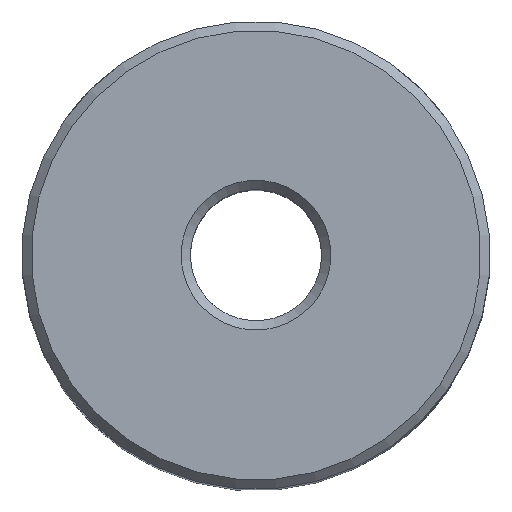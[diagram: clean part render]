
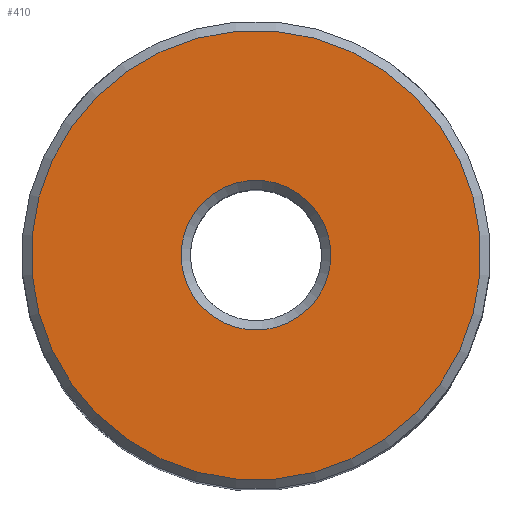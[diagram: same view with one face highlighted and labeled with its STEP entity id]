
A CAD part, top view. The second image highlights one B-rep face of the part: STEP entity #410.
In plain terms, the highlighted planar face has unit normal (0, 0, 1).
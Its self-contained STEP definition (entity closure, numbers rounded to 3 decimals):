
#68=FACE_BOUND('',#111,.T.);
#74=PLANE('',#450);
#82=FACE_OUTER_BOUND('',#110,.T.);
#110=EDGE_LOOP('',(#332));
#111=EDGE_LOOP('',(#333));
#171=CIRCLE('',#448,8.);
#173=CIRCLE('',#451,24.);
#207=VERTEX_POINT('',#1029);
#209=VERTEX_POINT('',#1035);
#256=EDGE_CURVE('',#207,#207,#171,.T.);
#259=EDGE_CURVE('',#209,#209,#173,.T.);
#332=ORIENTED_EDGE('',*,*,#259,.F.);
#333=ORIENTED_EDGE('',*,*,#256,.F.);
#410=ADVANCED_FACE('',(#82,#68),#74,.T.);
#448=AXIS2_PLACEMENT_3D('',#1030,#497,#498);
#450=AXIS2_PLACEMENT_3D('',#1034,#502,#503);
#451=AXIS2_PLACEMENT_3D('',#1036,#504,#505);
#497=DIRECTION('center_axis',(0.,0.,
1.));
#498=DIRECTION('ref_axis',(0.707,-0.707,0.));
#502=DIRECTION('center_axis',(0.,0.,
1.));
#503=DIRECTION('ref_axis',(0.707,-0.707,0.));
#504=DIRECTION('center_axis',(0.,0.,
-1.));
#505=DIRECTION('ref_axis',(0.707,-0.707,0.));
#1029=CARTESIAN_POINT('',(-5.818,5.789,-1.022));
#1030=CARTESIAN_POINT('Origin',(-0.161,0.132,-1.022));
#1034=CARTESIAN_POINT('Origin',(-0.161,0.132,-1.022));
#1035=CARTESIAN_POINT('',(-17.131,17.103,-1.022));
#1036=CARTESIAN_POINT('Origin',(-0.161,0.132,-1.022));
